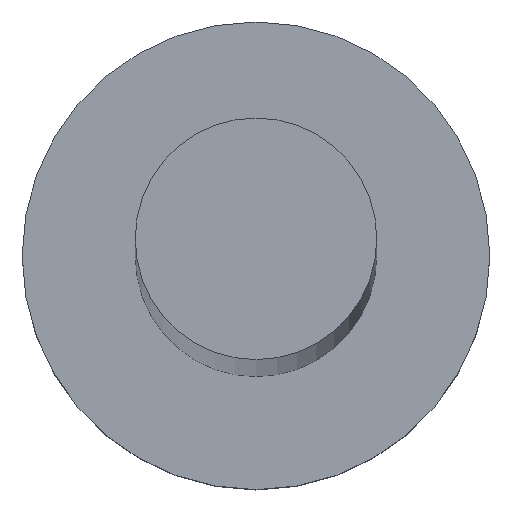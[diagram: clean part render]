
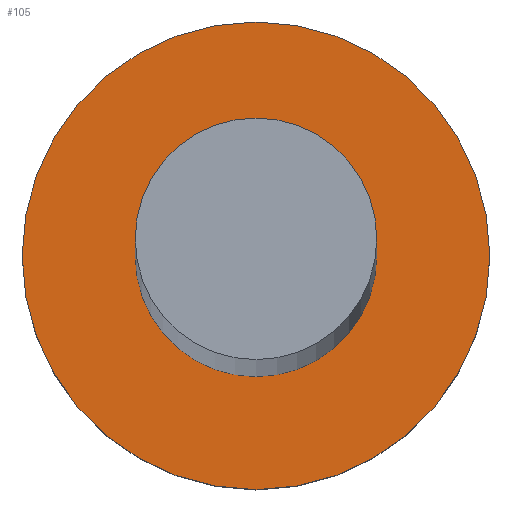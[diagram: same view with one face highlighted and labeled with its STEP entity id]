
A CAD part, top view. The second image highlights one B-rep face of the part: STEP entity #105.
In plain terms, the highlighted planar face has unit normal (0, 0, 1).
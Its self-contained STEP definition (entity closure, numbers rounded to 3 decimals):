
#1 = AXIS2_PLACEMENT_3D ( 'NONE', #112, #48, #108 ) ;
#9 = ORIENTED_EDGE ( 'NONE', *, *, #78, .T. ) ;
#14 = PLANE ( 'NONE',  #51 ) ;
#19 = CARTESIAN_POINT ( 'NONE',  ( -6., 0., 5. ) ) ;
#23 = CIRCLE ( 'NONE', #43, 3.1 ) ;
#39 = AXIS2_PLACEMENT_3D ( 'NONE', #168, #252, #232 ) ;
#42 = EDGE_CURVE ( 'NONE', #68, #166, #23, .T. ) ;
#43 = AXIS2_PLACEMENT_3D ( 'NONE', #131, #226, #71 ) ;
#48 = DIRECTION ( 'NONE',  ( 0., 0., 1. ) ) ;
#51 = AXIS2_PLACEMENT_3D ( 'NONE', #77, #160, #248 ) ;
#55 = ORIENTED_EDGE ( 'NONE', *, *, #42, .F. ) ;
#68 = VERTEX_POINT ( 'NONE', #171 ) ;
#70 = AXIS2_PLACEMENT_3D ( 'NONE', #242, #167, #136 ) ;
#71 = DIRECTION ( 'NONE',  ( 1., 0., 0. ) ) ;
#77 = CARTESIAN_POINT ( 'NONE',  ( 0., 0., 5. ) ) ;
#78 = EDGE_CURVE ( 'NONE', #103, #82, #117, .T. ) ;
#82 = VERTEX_POINT ( 'NONE', #19 ) ;
#94 = CIRCLE ( 'NONE', #1, 3.1 ) ;
#99 = ORIENTED_EDGE ( 'NONE', *, *, #181, .F. ) ;
#103 = VERTEX_POINT ( 'NONE', #210 ) ;
#105 = ADVANCED_FACE ( 'NONE', ( #229, #120 ), #14, .T. ) ;
#108 = DIRECTION ( 'NONE',  ( 1., 0., 0. ) ) ;
#112 = CARTESIAN_POINT ( 'NONE',  ( 0., 0., 5. ) ) ;
#117 = CIRCLE ( 'NONE', #39, 6. ) ;
#120 = FACE_OUTER_BOUND ( 'NONE', #250, .T. ) ;
#131 = CARTESIAN_POINT ( 'NONE',  ( 0., 0., 5. ) ) ;
#136 = DIRECTION ( 'NONE',  ( 1., 0., 0. ) ) ;
#160 = DIRECTION ( 'NONE',  ( 0., 0., 1. ) ) ;
#166 = VERTEX_POINT ( 'NONE', #249 ) ;
#167 = DIRECTION ( 'NONE',  ( 0., 0., 1. ) ) ;
#168 = CARTESIAN_POINT ( 'NONE',  ( 0., 0., 5. ) ) ;
#171 = CARTESIAN_POINT ( 'NONE',  ( 3.1, 0., 5. ) ) ;
#180 = CIRCLE ( 'NONE', #70, 6. ) ;
#181 = EDGE_CURVE ( 'NONE', #166, #68, #94, .T. ) ;
#210 = CARTESIAN_POINT ( 'NONE',  ( 6., 0., 5. ) ) ;
#218 = EDGE_CURVE ( 'NONE', #82, #103, #180, .T. ) ;
#226 = DIRECTION ( 'NONE',  ( 0., 0., 1. ) ) ;
#229 = FACE_BOUND ( 'NONE', #244, .T. ) ;
#232 = DIRECTION ( 'NONE',  ( 1., 0., 0. ) ) ;
#241 = ORIENTED_EDGE ( 'NONE', *, *, #218, .T. ) ;
#242 = CARTESIAN_POINT ( 'NONE',  ( 0., 0., 5. ) ) ;
#244 = EDGE_LOOP ( 'NONE', ( #99, #55 ) ) ;
#248 = DIRECTION ( 'NONE',  ( 1., 0., 0. ) ) ;
#249 = CARTESIAN_POINT ( 'NONE',  ( -3.1, 0., 5. ) ) ;
#250 = EDGE_LOOP ( 'NONE', ( #241, #9 ) ) ;
#252 = DIRECTION ( 'NONE',  ( 0., 0., 1. ) ) ;
